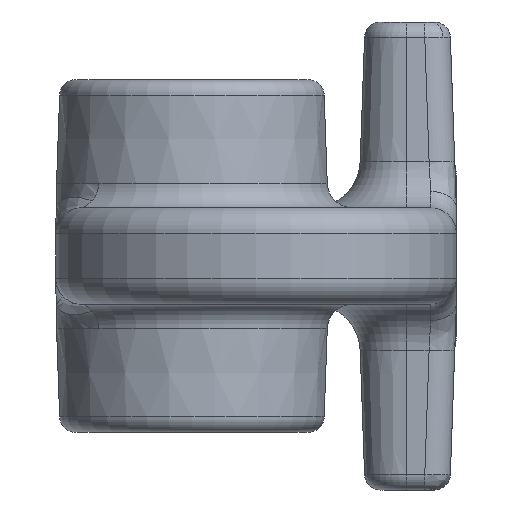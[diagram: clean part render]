
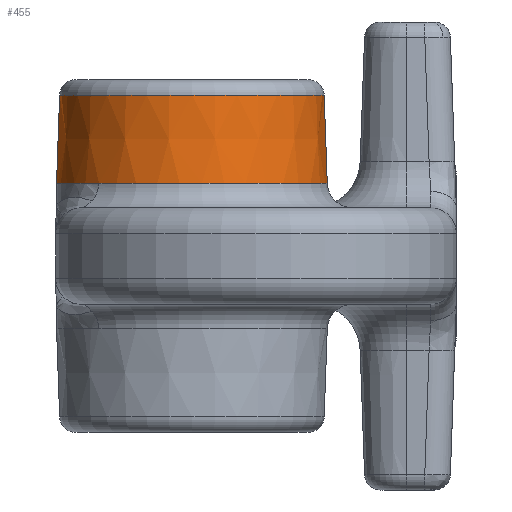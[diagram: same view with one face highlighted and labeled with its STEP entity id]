
A CAD part, front view. The second image highlights one B-rep face of the part: STEP entity #455.
In plain terms, the highlighted conical face has half-angle 2 degrees and reference radius 5.397 mm.
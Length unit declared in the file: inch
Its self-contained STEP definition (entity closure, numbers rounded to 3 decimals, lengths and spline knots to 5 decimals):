
#5 = CARTESIAN_POINT ( 'NONE',  ( -0.1, -0.5, 0.25087 ) ) ;
#93 = DIRECTION ( 'NONE',  ( 0., 0., -1. ) ) ;
#111 = ORIENTED_EDGE ( 'NONE', *, *, #602, .T. ) ;
#114 = ORIENTED_EDGE ( 'NONE', *, *, #810, .F. ) ;
#132 = ORIENTED_EDGE ( 'NONE', *, *, #1459, .T. ) ;
#135 = ORIENTED_EDGE ( 'NONE', *, *, #3990, .T. ) ;
#142 = ORIENTED_EDGE ( 'NONE', *, *, #2383, .F. ) ;
#367 = DIRECTION ( 'NONE',  ( -1., 0., 0. ) ) ;
#387 = CARTESIAN_POINT ( 'NONE',  ( -0.28346, -0.6056, 0.1136 ) ) ;
#423 = CARTESIAN_POINT ( 'NONE',  ( -0.29819, -0.57319, 0.1136 ) ) ;
#438 = VERTEX_POINT ( 'NONE', #2287 ) ;
#455 = ADVANCED_FACE ( 'NONE', ( #2870 ), #1757, .T. ) ;
#495 = CARTESIAN_POINT ( 'NONE',  ( -0.24504, -0.65345, 0.1136 ) ) ;
#602 = EDGE_CURVE ( 'NONE', #4054, #438, #658, .T. ) ;
#647 = CARTESIAN_POINT ( 'NONE',  ( -0.30602, -0.54677, 0.1136 ) ) ;
#658 = LINE ( 'NONE', #2113, #3759 ) ;
#810 = EDGE_CURVE ( 'NONE', #1881, #438, #1166, .T. ) ;
#1166 = B_SPLINE_CURVE_WITH_KNOTS ( 'NONE', 3,
 ( #4296, #1329, #4158, #387, #3405, #423, #3726, #2796, #647, #3763, #3780, #3212 ),
 .UNSPECIFIED., .F., .F.,
 ( 4, 2, 2, 2, 2, 4 ),
 ( 0., 0.25, 0.5, 0.625, 0.75, 1. ),
 .UNSPECIFIED. ) ;
#1243 = CARTESIAN_POINT ( 'NONE',  ( -0.1, -0.5, 0.075 ) ) ;
#1329 = CARTESIAN_POINT ( 'NONE',  ( -0.25679, -0.64235, 0.1136 ) ) ;
#1459 = EDGE_CURVE ( 'NONE', #1881, #1979, #2808, .T. ) ;
#1592 = CARTESIAN_POINT ( 'NONE',  ( 0.10636, -0.5, 0.25087 ) ) ;
#1606 = DIRECTION ( 'NONE',  ( 1., 0., 0. ) ) ;
#1633 = LINE ( 'NONE', #3403, #2900 ) ;
#1757 = CONICAL_SURFACE ( 'NONE', #1850, 0.2125, 0.035 ) ;
#1850 = AXIS2_PLACEMENT_3D ( 'NONE', #1243, #93, #3251 ) ;
#1881 = VERTEX_POINT ( 'NONE', #495 ) ;
#1968 = CARTESIAN_POINT ( 'NONE',  ( -0.30636, -0.5, 0.25087 ) ) ;
#1979 = VERTEX_POINT ( 'NONE', #2657 ) ;
#2044 = DIRECTION ( 'NONE',  ( 0., 0., 1. ) ) ;
#2113 = CARTESIAN_POINT ( 'NONE',  ( -0.3125, -0.5, 0.075 ) ) ;
#2209 = DIRECTION ( 'NONE',  ( 0., 0., -1. ) ) ;
#2287 = CARTESIAN_POINT ( 'NONE',  ( -0.31115, -0.5, 0.1136 ) ) ;
#2323 = VERTEX_POINT ( 'NONE', #1592 ) ;
#2383 = EDGE_CURVE ( 'NONE', #2323, #1979, #1633, .T. ) ;
#2513 = DIRECTION ( 'NONE',  ( -0.035, 0., -0.999 ) ) ;
#2657 = CARTESIAN_POINT ( 'NONE',  ( 0.11115, -0.5, 0.1136 ) ) ;
#2695 = DIRECTION ( 'NONE',  ( 0.035, 0., -0.999 ) ) ;
#2769 = CARTESIAN_POINT ( 'NONE',  ( -0.1, -0.5, 0.1136 ) ) ;
#2786 = CIRCLE ( 'NONE', #3572, 0.20636 ) ;
#2796 = CARTESIAN_POINT ( 'NONE',  ( -0.3044, -0.55341, 0.1136 ) ) ;
#2798 = AXIS2_PLACEMENT_3D ( 'NONE', #2769, #2044, #1606 ) ;
#2808 = CIRCLE ( 'NONE', #2798, 0.21115 ) ;
#2870 = FACE_OUTER_BOUND ( 'NONE', #3897, .T. ) ;
#2900 = VECTOR ( 'NONE', #2695, 39.37008 ) ;
#3212 = CARTESIAN_POINT ( 'NONE',  ( -0.31115, -0.5, 0.1136 ) ) ;
#3251 = DIRECTION ( 'NONE',  ( 1., 0., 0. ) ) ;
#3403 = CARTESIAN_POINT ( 'NONE',  ( 0.1125, -0.5, 0.075 ) ) ;
#3405 = CARTESIAN_POINT ( 'NONE',  ( -0.29021, -0.59276, 0.1136 ) ) ;
#3572 = AXIS2_PLACEMENT_3D ( 'NONE', #5, #2209, #367 ) ;
#3726 = CARTESIAN_POINT ( 'NONE',  ( -0.30049, -0.56662, 0.1136 ) ) ;
#3759 = VECTOR ( 'NONE', #2513, 39.37008 ) ;
#3763 = CARTESIAN_POINT ( 'NONE',  ( -0.30988, -0.52679, 0.1136 ) ) ;
#3780 = CARTESIAN_POINT ( 'NONE',  ( -0.31115, -0.51339, 0.1136 ) ) ;
#3897 = EDGE_LOOP ( 'NONE', ( #135, #111, #114, #132, #142 ) ) ;
#3990 = EDGE_CURVE ( 'NONE', #2323, #4054, #2786, .T. ) ;
#4054 = VERTEX_POINT ( 'NONE', #1968 ) ;
#4158 = CARTESIAN_POINT ( 'NONE',  ( -0.26675, -0.6304, 0.1136 ) ) ;
#4296 = CARTESIAN_POINT ( 'NONE',  ( -0.24504, -0.65345, 0.1136 ) ) ;
